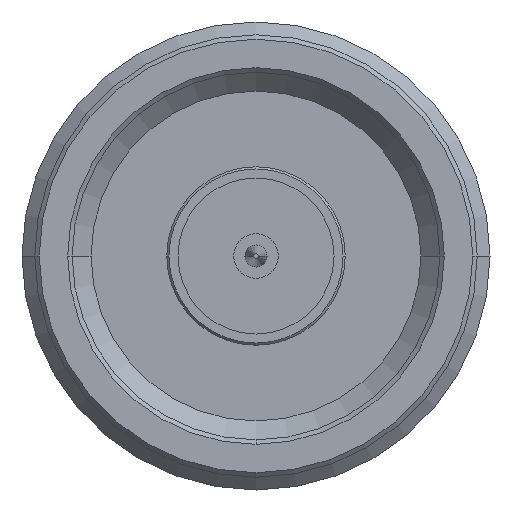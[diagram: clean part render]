
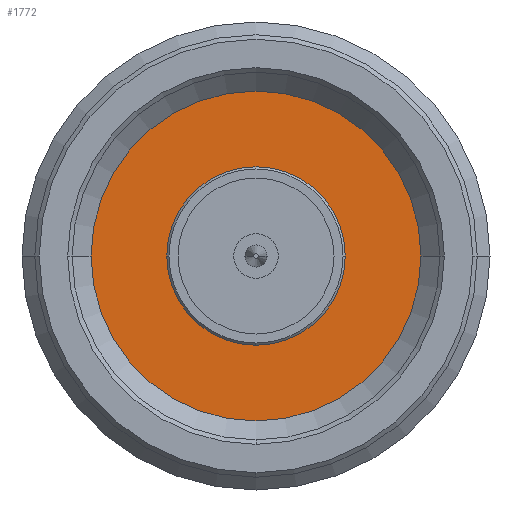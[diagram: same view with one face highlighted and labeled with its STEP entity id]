
A CAD part, left-side view. The second image highlights one B-rep face of the part: STEP entity #1772.
In plain terms, the highlighted planar face has unit normal (-1, 0, 0).
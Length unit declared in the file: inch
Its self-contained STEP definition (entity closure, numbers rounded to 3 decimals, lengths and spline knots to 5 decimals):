
#101 = DIRECTION ( 'NONE',  ( 0., 1., 0. ) ) ;
#233 = AXIS2_PLACEMENT_3D ( 'NONE', #1732, #3034, #4271 ) ;
#378 = EDGE_CURVE ( 'NONE', #3190, #2039, #1912, .T. ) ;
#424 = CARTESIAN_POINT ( 'NONE',  ( 0.44094, 0.15768, 0. ) ) ;
#458 = DIRECTION ( 'NONE',  ( 1., 0., 0. ) ) ;
#495 = ORIENTED_EDGE ( 'NONE', *, *, #378, .F. ) ;
#557 = CIRCLE ( 'NONE', #2491, 0.34449 ) ;
#881 = DIRECTION ( 'NONE',  ( 0., 0., 1. ) ) ;
#909 = EDGE_LOOP ( 'NONE', ( #4010, #1138 ) ) ;
#1138 = ORIENTED_EDGE ( 'NONE', *, *, #3102, .T. ) ;
#1150 = DIRECTION ( 'NONE',  ( 1., 0., 0. ) ) ;
#1202 = AXIS2_PLACEMENT_3D ( 'NONE', #1295, #4658, #881 ) ;
#1295 = CARTESIAN_POINT ( 'NONE',  ( 0.44094, 0., 0. ) ) ;
#1533 = VERTEX_POINT ( 'NONE', #3018 ) ;
#1732 = CARTESIAN_POINT ( 'NONE',  ( 0.44094, 0., 0. ) ) ;
#1752 = DIRECTION ( 'NONE',  ( -1., 0., 0. ) ) ;
#1772 = ADVANCED_FACE ( 'NONE', ( #3348, #3372 ), #4630, .T. ) ;
#1912 = CIRCLE ( 'NONE', #233, 0.15768 ) ;
#1969 = AXIS2_PLACEMENT_3D ( 'NONE', #4233, #458, #101 ) ;
#2039 = VERTEX_POINT ( 'NONE', #4910 ) ;
#2402 = CIRCLE ( 'NONE', #3282, 0.34449 ) ;
#2491 = AXIS2_PLACEMENT_3D ( 'NONE', #4174, #1752, #4671 ) ;
#2562 = EDGE_CURVE ( 'NONE', #1533, #4256, #2402, .T. ) ;
#3018 = CARTESIAN_POINT ( 'NONE',  ( 0.44094, 0.34449, 0. ) ) ;
#3034 = DIRECTION ( 'NONE',  ( -1., 0., 0. ) ) ;
#3102 = EDGE_CURVE ( 'NONE', #1533, #4256, #557, .T. ) ;
#3190 = VERTEX_POINT ( 'NONE', #424 ) ;
#3206 = EDGE_LOOP ( 'NONE', ( #495, #3492 ) ) ;
#3254 = CARTESIAN_POINT ( 'NONE',  ( 0.44094, 0., 0. ) ) ;
#3282 = AXIS2_PLACEMENT_3D ( 'NONE', #3254, #1150, #4390 ) ;
#3348 = FACE_BOUND ( 'NONE', #3206, .T. ) ;
#3372 = FACE_OUTER_BOUND ( 'NONE', #909, .T. ) ;
#3492 = ORIENTED_EDGE ( 'NONE', *, *, #3657, .T. ) ;
#3657 = EDGE_CURVE ( 'NONE', #3190, #2039, #4609, .T. ) ;
#4007 = CARTESIAN_POINT ( 'NONE',  ( 0.44094, -0.34449, 0. ) ) ;
#4010 = ORIENTED_EDGE ( 'NONE', *, *, #2562, .F. ) ;
#4174 = CARTESIAN_POINT ( 'NONE',  ( 0.44094, 0., 0. ) ) ;
#4233 = CARTESIAN_POINT ( 'NONE',  ( 0.44094, 0., 0. ) ) ;
#4256 = VERTEX_POINT ( 'NONE', #4007 ) ;
#4271 = DIRECTION ( 'NONE',  ( 0., 1., 0. ) ) ;
#4390 = DIRECTION ( 'NONE',  ( 0., 1., 0. ) ) ;
#4609 = CIRCLE ( 'NONE', #1969, 0.15768 ) ;
#4630 = PLANE ( 'NONE',  #1202 ) ;
#4658 = DIRECTION ( 'NONE',  ( -1., 0., 0. ) ) ;
#4671 = DIRECTION ( 'NONE',  ( 0., 1., 0. ) ) ;
#4910 = CARTESIAN_POINT ( 'NONE',  ( 0.44094, -0.15768, 0. ) ) ;
